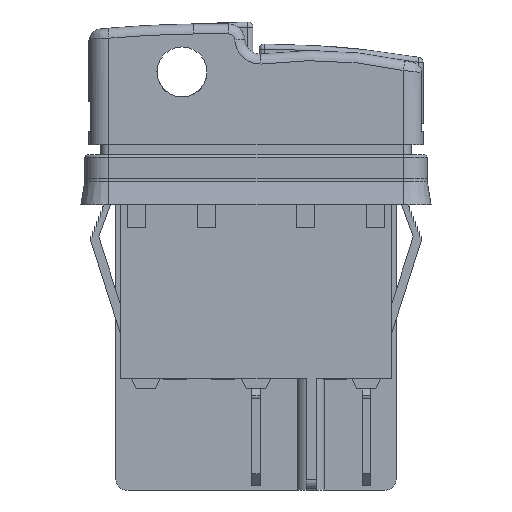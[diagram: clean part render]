
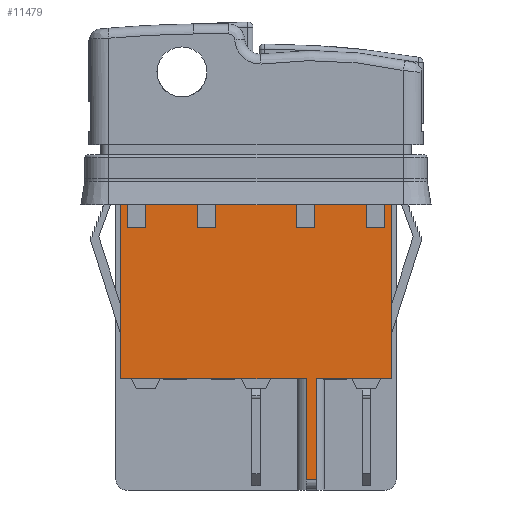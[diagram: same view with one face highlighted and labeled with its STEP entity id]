
A CAD part, front view. The second image highlights one B-rep face of the part: STEP entity #11479.
In plain terms, the highlighted planar face has unit normal (0, -1, 0).
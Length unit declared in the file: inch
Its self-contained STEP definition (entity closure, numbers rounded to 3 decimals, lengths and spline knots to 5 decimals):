
#620=PLANE('',#12262);
#1141=FACE_OUTER_BOUND('',#1799,.T.);
#1799=EDGE_LOOP('',(#9133,#9134,#9135,#9136,#9137,#9138,#9139,#9140,#9141,
#9142,#9143,#9144,#9145,#9146,#9147,#9148,#9149,#9150,#9151,#9152,#9153,
#9154,#9155,#9156));
#2636=LINE('',#23999,#3868);
#2640=LINE('',#24007,#3872);
#2644=LINE('',#24015,#3876);
#2648=LINE('',#24023,#3880);
#2652=LINE('',#24031,#3884);
#2660=LINE('',#24047,#3892);
#2664=LINE('',#24054,#3896);
#2666=LINE('',#24057,#3898);
#2669=LINE('',#24064,#3901);
#2672=LINE('',#24070,#3904);
#2674=LINE('',#24073,#3906);
#2677=LINE('',#24080,#3909);
#2680=LINE('',#24086,#3912);
#2682=LINE('',#24089,#3914);
#2685=LINE('',#24096,#3917);
#2688=LINE('',#24102,#3920);
#2690=LINE('',#24105,#3922);
#2691=LINE('',#24109,#3923);
#2692=LINE('',#24111,#3924);
#2693=LINE('',#24113,#3925);
#2694=LINE('',#24115,#3926);
#2695=LINE('',#24117,#3927);
#2696=LINE('',#24119,#3928);
#2697=LINE('',#24120,#3929);
#3868=VECTOR('',#13888,0.3937);
#3872=VECTOR('',#13892,0.3937);
#3876=VECTOR('',#13896,0.3937);
#3880=VECTOR('',#13900,0.3937);
#3884=VECTOR('',#13904,0.3937);
#3892=VECTOR('',#13914,0.3937);
#3896=VECTOR('',#13920,0.3937);
#3898=VECTOR('',#13924,0.3937);
#3901=VECTOR('',#13931,0.3937);
#3904=VECTOR('',#13936,0.3937);
#3906=VECTOR('',#13940,0.3937);
#3909=VECTOR('',#13947,0.3937);
#3912=VECTOR('',#13952,0.3937);
#3914=VECTOR('',#13956,0.3937);
#3917=VECTOR('',#13963,0.3937);
#3920=VECTOR('',#13968,0.3937);
#3922=VECTOR('',#13972,0.3937);
#3923=VECTOR('',#13977,0.3937);
#3924=VECTOR('',#13978,0.3937);
#3925=VECTOR('',#13979,0.3937);
#3926=VECTOR('',#13980,0.3937);
#3927=VECTOR('',#13981,0.3937);
#3928=VECTOR('',#13982,0.3937);
#3929=VECTOR('',#13983,0.3937);
#5335=VERTEX_POINT('',#23996);
#5336=VERTEX_POINT('',#23998);
#5339=VERTEX_POINT('',#24004);
#5340=VERTEX_POINT('',#24006);
#5343=VERTEX_POINT('',#24012);
#5344=VERTEX_POINT('',#24014);
#5347=VERTEX_POINT('',#24020);
#5348=VERTEX_POINT('',#24022);
#5351=VERTEX_POINT('',#24028);
#5352=VERTEX_POINT('',#24030);
#5359=VERTEX_POINT('',#24046);
#5361=VERTEX_POINT('',#24052);
#5363=VERTEX_POINT('',#24062);
#5365=VERTEX_POINT('',#24068);
#5367=VERTEX_POINT('',#24078);
#5369=VERTEX_POINT('',#24084);
#5371=VERTEX_POINT('',#24094);
#5373=VERTEX_POINT('',#24100);
#5374=VERTEX_POINT('',#24108);
#5375=VERTEX_POINT('',#24110);
#5376=VERTEX_POINT('',#24112);
#5377=VERTEX_POINT('',#24114);
#5378=VERTEX_POINT('',#24116);
#5379=VERTEX_POINT('',#24118);
#6704=EDGE_CURVE('',#5336,#5335,#2636,.T.);
#6708=EDGE_CURVE('',#5340,#5339,#2640,.T.);
#6712=EDGE_CURVE('',#5344,#5343,#2644,.T.);
#6716=EDGE_CURVE('',#5348,#5347,#2648,.T.);
#6720=EDGE_CURVE('',#5352,#5351,#2652,.T.);
#6728=EDGE_CURVE('',#5359,#5348,#2660,.T.);
#6732=EDGE_CURVE('',#5351,#5361,#2664,.T.);
#6734=EDGE_CURVE('',#5361,#5359,#2666,.T.);
#6737=EDGE_CURVE('',#5343,#5363,#2669,.T.);
#6740=EDGE_CURVE('',#5363,#5365,#2672,.T.);
#6742=EDGE_CURVE('',#5365,#5340,#2674,.T.);
#6745=EDGE_CURVE('',#5339,#5367,#2677,.T.);
#6748=EDGE_CURVE('',#5367,#5369,#2680,.T.);
#6750=EDGE_CURVE('',#5369,#5336,#2682,.T.);
#6753=EDGE_CURVE('',#5347,#5371,#2685,.T.);
#6756=EDGE_CURVE('',#5371,#5373,#2688,.T.);
#6758=EDGE_CURVE('',#5373,#5344,#2690,.T.);
#6759=EDGE_CURVE('',#5374,#5335,#2691,.T.);
#6760=EDGE_CURVE('',#5375,#5374,#2692,.T.);
#6761=EDGE_CURVE('',#5375,#5376,#2693,.T.);
#6762=EDGE_CURVE('',#5377,#5376,#2694,.T.);
#6763=EDGE_CURVE('',#5378,#5377,#2695,.T.);
#6764=EDGE_CURVE('',#5379,#5378,#2696,.T.);
#6765=EDGE_CURVE('',#5379,#5352,#2697,.T.);
#9133=ORIENTED_EDGE('',*,*,#6732,.T.);
#9134=ORIENTED_EDGE('',*,*,#6734,.T.);
#9135=ORIENTED_EDGE('',*,*,#6728,.T.);
#9136=ORIENTED_EDGE('',*,*,#6716,.T.);
#9137=ORIENTED_EDGE('',*,*,#6753,.T.);
#9138=ORIENTED_EDGE('',*,*,#6756,.T.);
#9139=ORIENTED_EDGE('',*,*,#6758,.T.);
#9140=ORIENTED_EDGE('',*,*,#6712,.T.);
#9141=ORIENTED_EDGE('',*,*,#6737,.T.);
#9142=ORIENTED_EDGE('',*,*,#6740,.T.);
#9143=ORIENTED_EDGE('',*,*,#6742,.T.);
#9144=ORIENTED_EDGE('',*,*,#6708,.T.);
#9145=ORIENTED_EDGE('',*,*,#6745,.T.);
#9146=ORIENTED_EDGE('',*,*,#6748,.T.);
#9147=ORIENTED_EDGE('',*,*,#6750,.T.);
#9148=ORIENTED_EDGE('',*,*,#6704,.T.);
#9149=ORIENTED_EDGE('',*,*,#6759,.F.);
#9150=ORIENTED_EDGE('',*,*,#6760,.F.);
#9151=ORIENTED_EDGE('',*,*,#6761,.T.);
#9152=ORIENTED_EDGE('',*,*,#6762,.F.);
#9153=ORIENTED_EDGE('',*,*,#6763,.F.);
#9154=ORIENTED_EDGE('',*,*,#6764,.F.);
#9155=ORIENTED_EDGE('',*,*,#6765,.T.);
#9156=ORIENTED_EDGE('',*,*,#6720,.T.);
#11479=ADVANCED_FACE('',(#1141),#620,.T.);
#12262=AXIS2_PLACEMENT_3D('',#24107,#13975,#13976);
#13888=DIRECTION('',(-1.,0.,0.));
#13892=DIRECTION('',(-1.,0.,0.));
#13896=DIRECTION('',(-1.,0.,0.));
#13900=DIRECTION('',(-1.,0.,0.));
#13904=DIRECTION('',(-1.,0.,0.));
#13914=DIRECTION('',(0.,0.,1.));
#13920=DIRECTION('',(0.,0.,-1.));
#13924=DIRECTION('',(-1.,0.,0.));
#13931=DIRECTION('',(0.,0.,-1.));
#13936=DIRECTION('',(-1.,0.,0.));
#13940=DIRECTION('',(0.,0.,1.));
#13947=DIRECTION('',(0.,0.,-1.));
#13952=DIRECTION('',(-1.,0.,0.));
#13956=DIRECTION('',(0.,0.,1.));
#13963=DIRECTION('',(0.,0.,-1.));
#13968=DIRECTION('',(-1.,0.,0.));
#13972=DIRECTION('',(0.,0.,1.));
#13975=DIRECTION('center_axis',(0.,-1.,0.));
#13976=DIRECTION('ref_axis',(0.,0.,-1.));
#13977=DIRECTION('',(0.,0.,1.));
#13978=DIRECTION('',(-1.,0.,0.));
#13979=DIRECTION('',(0.,0.,-1.));
#13980=DIRECTION('',(-1.,0.,0.));
#13981=DIRECTION('',(0.,0.,-1.));
#13982=DIRECTION('',(-1.,0.,0.));
#13983=DIRECTION('',(0.,0.,1.));
#23996=CARTESIAN_POINT('',(-0.5315,-0.41929,0.72441));
#23998=CARTESIAN_POINT('',(-0.50394,-0.41929,0.72441));
#23999=CARTESIAN_POINT('',(0.5315,-0.41929,0.72441));
#24004=CARTESIAN_POINT('',(-0.43307,-0.41929,0.72441));
#24006=CARTESIAN_POINT('',(-0.22835,-0.41929,0.72441));
#24007=CARTESIAN_POINT('',(0.5315,-0.41929,0.72441));
#24012=CARTESIAN_POINT('',(-0.15748,-0.41929,0.72441));
#24014=CARTESIAN_POINT('',(0.15748,-0.41929,0.72441));
#24015=CARTESIAN_POINT('',(0.5315,-0.41929,0.72441));
#24020=CARTESIAN_POINT('',(0.22835,-0.41929,0.72441));
#24022=CARTESIAN_POINT('',(0.43307,-0.41929,0.72441));
#24023=CARTESIAN_POINT('',(0.5315,-0.41929,0.72441));
#24028=CARTESIAN_POINT('',(0.50394,-0.41929,0.72441));
#24030=CARTESIAN_POINT('',(0.5315,-0.41929,0.72441));
#24031=CARTESIAN_POINT('',(0.5315,-0.41929,0.72441));
#24046=CARTESIAN_POINT('',(0.43307,-0.41929,0.59449));
#24047=CARTESIAN_POINT('',(0.43307,-0.41929,0.29724));
#24052=CARTESIAN_POINT('',(0.50394,-0.41929,0.59449));
#24054=CARTESIAN_POINT('',(0.50394,-0.41929,0.3622));
#24057=CARTESIAN_POINT('',(0.51772,-0.41929,0.59449));
#24062=CARTESIAN_POINT('',(-0.15748,-0.41929,0.59449));
#24064=CARTESIAN_POINT('',(-0.15748,-0.41929,0.3622));
#24068=CARTESIAN_POINT('',(-0.22835,-0.41929,0.59449));
#24070=CARTESIAN_POINT('',(0.18701,-0.41929,0.59449));
#24073=CARTESIAN_POINT('',(-0.22835,-0.41929,0.29724));
#24078=CARTESIAN_POINT('',(-0.43307,-0.41929,0.59449));
#24080=CARTESIAN_POINT('',(-0.43307,-0.41929,0.3622));
#24084=CARTESIAN_POINT('',(-0.50394,-0.41929,0.59449));
#24086=CARTESIAN_POINT('',(0.04921,-0.41929,0.59449));
#24089=CARTESIAN_POINT('',(-0.50394,-0.41929,0.29724));
#24094=CARTESIAN_POINT('',(0.22835,-0.41929,0.59449));
#24096=CARTESIAN_POINT('',(0.22835,-0.41929,0.3622));
#24100=CARTESIAN_POINT('',(0.15748,-0.41929,0.59449));
#24102=CARTESIAN_POINT('',(0.37992,-0.41929,0.59449));
#24105=CARTESIAN_POINT('',(0.15748,-0.41929,0.29724));
#24107=CARTESIAN_POINT('Origin',(0.5315,-0.41929,0.));
#24108=CARTESIAN_POINT('',(-0.5315,-0.41929,0.));
#24109=CARTESIAN_POINT('',(-0.5315,-0.41929,0.));
#24110=CARTESIAN_POINT('',(0.19685,-0.41929,0.));
#24111=CARTESIAN_POINT('',(0.5315,-0.41929,0.));
#24112=CARTESIAN_POINT('',(0.19685,-0.41929,-0.39764));
#24113=CARTESIAN_POINT('',(0.19685,-0.41929,0.));
#24114=CARTESIAN_POINT('',(0.23622,-0.41929,-0.39764));
#24115=CARTESIAN_POINT('',(0.37402,-0.41929,-0.39764));
#24116=CARTESIAN_POINT('',(0.23622,-0.41929,0.));
#24117=CARTESIAN_POINT('',(0.23622,-0.41929,0.));
#24118=CARTESIAN_POINT('',(0.5315,-0.41929,0.));
#24119=CARTESIAN_POINT('',(0.5315,-0.41929,0.));
#24120=CARTESIAN_POINT('',(0.5315,-0.41929,0.));
